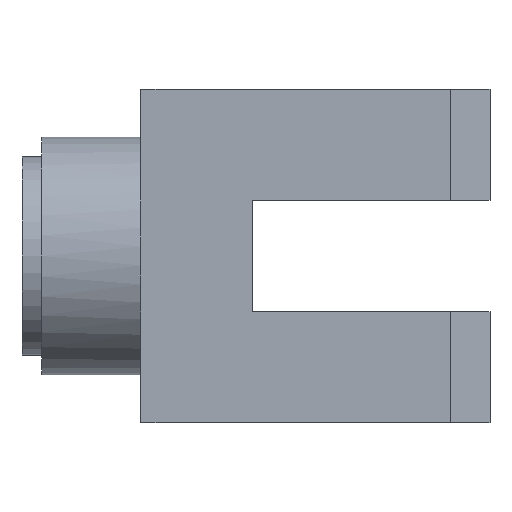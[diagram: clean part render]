
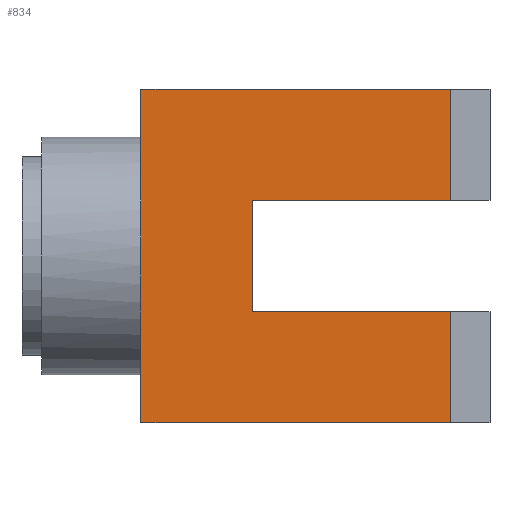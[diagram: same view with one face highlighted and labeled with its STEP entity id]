
A CAD part, front view. The second image highlights one B-rep face of the part: STEP entity #834.
In plain terms, the highlighted planar face has unit normal (0, -1, 0).
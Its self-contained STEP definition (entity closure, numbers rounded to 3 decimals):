
#6 = CARTESIAN_POINT ( 'NONE',  ( 118., -22.5, 39. ) ) ;
#22 = FACE_OUTER_BOUND ( 'NONE', #446, .T. ) ;
#36 = CARTESIAN_POINT ( 'NONE',  ( 30., -22.5, 67. ) ) ;
#49 = CARTESIAN_POINT ( 'NONE',  ( 30., -22.5, 67. ) ) ;
#56 = VECTOR ( 'NONE', #783, 1000. ) ;
#66 = EDGE_CURVE ( 'NONE', #850, #294, #223, .T. ) ;
#70 = CARTESIAN_POINT ( 'NONE',  ( 58., -22.5, 39. ) ) ;
#78 = ORIENTED_EDGE ( 'NONE', *, *, #155, .T. ) ;
#83 = LINE ( 'NONE', #851, #202 ) ;
#91 = EDGE_CURVE ( 'NONE', #734, #850, #652, .T. ) ;
#115 = LINE ( 'NONE', #744, #246 ) ;
#123 = EDGE_CURVE ( 'NONE', #548, #316, #505, .T. ) ;
#128 = CARTESIAN_POINT ( 'NONE',  ( 58., -22.5, 11. ) ) ;
#155 = EDGE_CURVE ( 'NONE', #294, #301, #172, .T. ) ;
#161 = VECTOR ( 'NONE', #440, 1000. ) ;
#172 = LINE ( 'NONE', #36, #824 ) ;
#182 = DIRECTION ( 'NONE',  ( 0., 0., 1. ) ) ;
#190 = AXIS2_PLACEMENT_3D ( 'NONE', #780, #627, #289 ) ;
#192 = ORIENTED_EDGE ( 'NONE', *, *, #593, .T. ) ;
#202 = VECTOR ( 'NONE', #422, 1000. ) ;
#213 = CARTESIAN_POINT ( 'NONE',  ( 108., -22.5, 11. ) ) ;
#223 = LINE ( 'NONE', #304, #56 ) ;
#245 = VECTOR ( 'NONE', #281, 1000. ) ;
#246 = VECTOR ( 'NONE', #182, 1000. ) ;
#260 = DIRECTION ( 'NONE',  ( -1., 0., 0. ) ) ;
#261 = VERTEX_POINT ( 'NONE', #213 ) ;
#280 = DIRECTION ( 'NONE',  ( 0., 0., 1. ) ) ;
#281 = DIRECTION ( 'NONE',  ( -1., 0., 0. ) ) ;
#289 = DIRECTION ( 'NONE',  ( 0., 0., 1. ) ) ;
#294 = VERTEX_POINT ( 'NONE', #891 ) ;
#301 = VERTEX_POINT ( 'NONE', #763 ) ;
#304 = CARTESIAN_POINT ( 'NONE',  ( 30., -22.5, 67. ) ) ;
#316 = VERTEX_POINT ( 'NONE', #128 ) ;
#325 = LINE ( 'NONE', #49, #571 ) ;
#326 = ORIENTED_EDGE ( 'NONE', *, *, #750, .T. ) ;
#339 = CARTESIAN_POINT ( 'NONE',  ( 108., -22.5, 67. ) ) ;
#345 = PLANE ( 'NONE',  #190 ) ;
#375 = ORIENTED_EDGE ( 'NONE', *, *, #800, .F. ) ;
#386 = ORIENTED_EDGE ( 'NONE', *, *, #676, .F. ) ;
#393 = DIRECTION ( 'NONE',  ( 0., 0., -1. ) ) ;
#422 = DIRECTION ( 'NONE',  ( -1., 0., 0. ) ) ;
#425 = CARTESIAN_POINT ( 'NONE',  ( 108., -22.5, 39. ) ) ;
#440 = DIRECTION ( 'NONE',  ( 0., 0., -1. ) ) ;
#446 = EDGE_LOOP ( 'NONE', ( #375, #192, #531, #746, #386, #807, #861, #547, #78, #326 ) ) ;
#447 = VERTEX_POINT ( 'NONE', #497 ) ;
#497 = CARTESIAN_POINT ( 'NONE',  ( 30., -22.5, -17. ) ) ;
#505 = LINE ( 'NONE', #513, #161 ) ;
#511 = VECTOR ( 'NONE', #280, 1000. ) ;
#513 = CARTESIAN_POINT ( 'NONE',  ( 58., -22.5, 67. ) ) ;
#531 = ORIENTED_EDGE ( 'NONE', *, *, #782, .T. ) ;
#541 = VERTEX_POINT ( 'NONE', #425 ) ;
#543 = VECTOR ( 'NONE', #838, 1000. ) ;
#547 = ORIENTED_EDGE ( 'NONE', *, *, #66, .T. ) ;
#548 = VERTEX_POINT ( 'NONE', #70 ) ;
#571 = VECTOR ( 'NONE', #393, 1000. ) ;
#586 = DIRECTION ( 'NONE',  ( 0., 0., -1. ) ) ;
#593 = EDGE_CURVE ( 'NONE', #688, #261, #708, .T. ) ;
#604 = VECTOR ( 'NONE', #260, 1000. ) ;
#615 = CARTESIAN_POINT ( 'NONE',  ( 108., -22.5, -17. ) ) ;
#627 = DIRECTION ( 'NONE',  ( 0., 1., 0. ) ) ;
#630 = CARTESIAN_POINT ( 'NONE',  ( 58., -22.5, 67. ) ) ;
#631 = LINE ( 'NONE', #6, #543 ) ;
#652 = LINE ( 'NONE', #630, #245 ) ;
#676 = EDGE_CURVE ( 'NONE', #541, #548, #631, .T. ) ;
#678 = LINE ( 'NONE', #887, #604 ) ;
#688 = VERTEX_POINT ( 'NONE', #615 ) ;
#703 = CARTESIAN_POINT ( 'NONE',  ( 108., -22.5, 67. ) ) ;
#708 = LINE ( 'NONE', #339, #511 ) ;
#734 = VERTEX_POINT ( 'NONE', #703 ) ;
#735 = EDGE_CURVE ( 'NONE', #541, #734, #115, .T. ) ;
#744 = CARTESIAN_POINT ( 'NONE',  ( 108., -22.5, 67. ) ) ;
#746 = ORIENTED_EDGE ( 'NONE', *, *, #123, .F. ) ;
#750 = EDGE_CURVE ( 'NONE', #301, #447, #325, .T. ) ;
#763 = CARTESIAN_POINT ( 'NONE',  ( 30., -22.5, 5.157 ) ) ;
#780 = CARTESIAN_POINT ( 'NONE',  ( 58., -22.5, 67. ) ) ;
#782 = EDGE_CURVE ( 'NONE', #261, #316, #678, .T. ) ;
#783 = DIRECTION ( 'NONE',  ( 0., 0., -1. ) ) ;
#800 = EDGE_CURVE ( 'NONE', #688, #447, #83, .T. ) ;
#807 = ORIENTED_EDGE ( 'NONE', *, *, #735, .T. ) ;
#824 = VECTOR ( 'NONE', #586, 1000. ) ;
#834 = ADVANCED_FACE ( 'NONE', ( #22 ), #345, .F. ) ;
#838 = DIRECTION ( 'NONE',  ( -1., 0., 0. ) ) ;
#850 = VERTEX_POINT ( 'NONE', #858 ) ;
#851 = CARTESIAN_POINT ( 'NONE',  ( 58., -22.5, -17. ) ) ;
#858 = CARTESIAN_POINT ( 'NONE',  ( 30., -22.5, 67. ) ) ;
#861 = ORIENTED_EDGE ( 'NONE', *, *, #91, .T. ) ;
#887 = CARTESIAN_POINT ( 'NONE',  ( 118., -22.5, 11. ) ) ;
#891 = CARTESIAN_POINT ( 'NONE',  ( 30., -22.5, 44.843 ) ) ;
